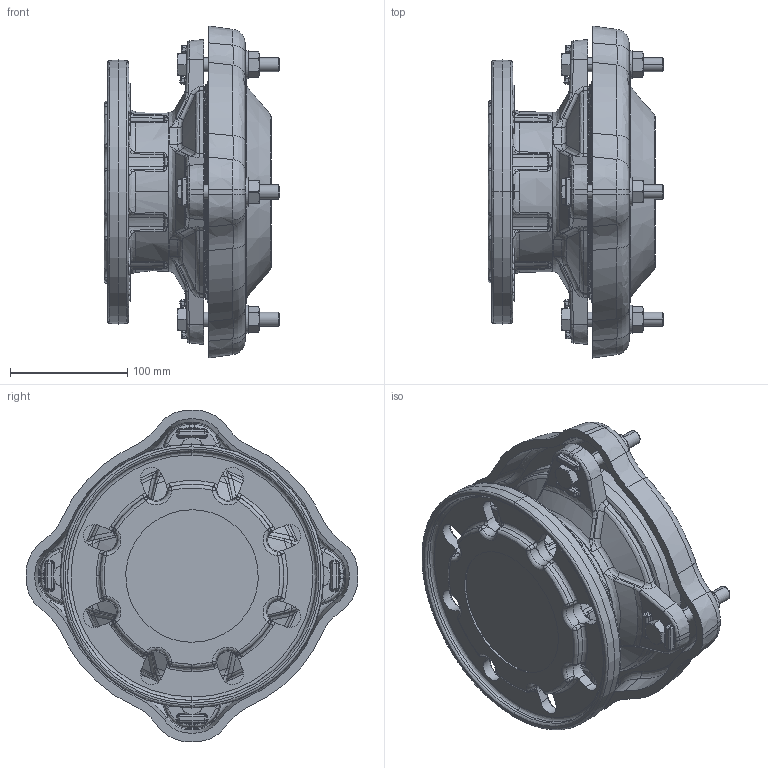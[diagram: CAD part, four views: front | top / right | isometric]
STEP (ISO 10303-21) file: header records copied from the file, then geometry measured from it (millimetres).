
FILE_DESCRIPTION (( 'STEP AP214' ), '1' );
FILE_NAME ('Junta Flange Mult GFIX DN80x87-117.STEP', '2014-10-28T09:34:08', ( '' ), ( '' ), 'SwSTEP 2.0', 'SolidWorks 2014', '' );
FILE_SCHEMA (( 'AUTOMOTIVE_DESIGN' ));
Length unit declared in the file: millimetre
Products named in the file (1): Junta Flange Mult GFIX DN80x87-117
Bounding box: 150.02 x 283.15 x 283.15 mm (x, y, z)
Volume: 3494721.7 mm3; surface area: 305344 mm2
Topology: 13 solids, 13 shells, 2648 faces, 6649 edges, 4127 vertices
Faces by surface type: bspline 1826, plane 478, cone 241, cylinder 102, torus 1
Entity records: 280605 total; most frequent: CARTESIAN_POINT 231052, ORIENTED_EDGE 13280, EDGE_CURVE 6640, B_SPLINE_CURVE_WITH_KNOTS 4906, VERTEX_POINT 4127, DIRECTION 3802, EDGE_LOOP 2805, FACE_OUTER_BOUND 2648
